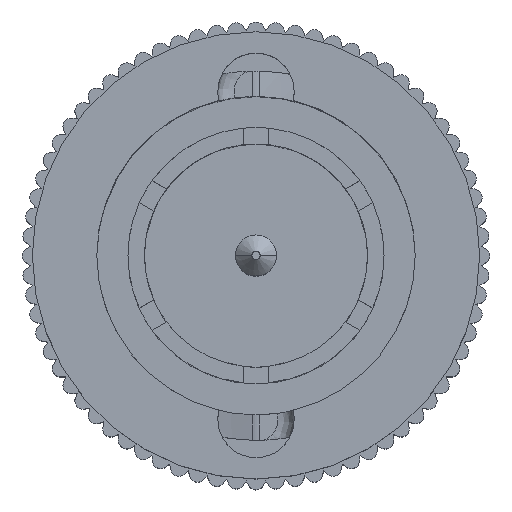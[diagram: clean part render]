
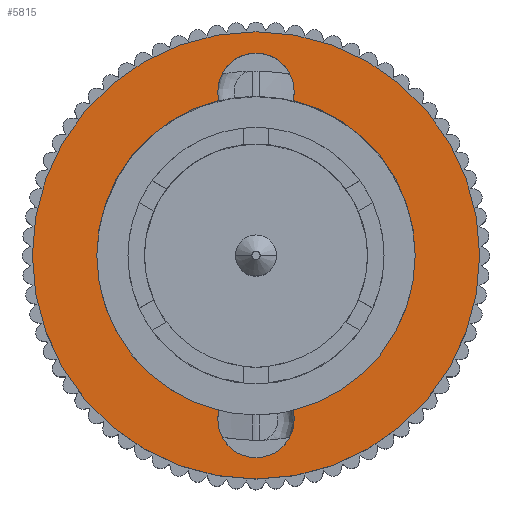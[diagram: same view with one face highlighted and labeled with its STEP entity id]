
A CAD part, top view. The second image highlights one B-rep face of the part: STEP entity #5815.
In plain terms, the highlighted planar face has unit normal (0, 0, 1).
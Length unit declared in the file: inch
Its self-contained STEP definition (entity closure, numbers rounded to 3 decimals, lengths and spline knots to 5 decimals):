
#1661 = CARTESIAN_POINT ( 'NONE',  ( -0.0451, -0.18868, 0. ) ) ;
#1662 = DIRECTION ( 'NONE',  ( 1., 0., 0. ) ) ;
#1696 = DIRECTION ( 'NONE',  ( 0., 0., 1. ) ) ;
#1697 = CARTESIAN_POINT ( 'NONE',  ( 0., 0., 0. ) ) ;
#1698 = AXIS2_PLACEMENT_3D ( 'NONE', #1697, #1696, #1662 ) ;
#1699 = CIRCLE ( 'NONE', #1698, 0.194 ) ;
#1738 = CARTESIAN_POINT ( 'NONE',  ( -0.194, 0., 0. ) ) ;
#1797 = CARTESIAN_POINT ( 'NONE',  ( 0.0451, -0.18868, 0. ) ) ;
#2019 = DIRECTION ( 'NONE',  ( 1., 0., 0. ) ) ;
#2047 = DIRECTION ( 'NONE',  ( 0., 0., 1. ) ) ;
#2048 = CARTESIAN_POINT ( 'NONE',  ( 0., 0., 0. ) ) ;
#2049 = AXIS2_PLACEMENT_3D ( 'NONE', #2048, #2047, #2019 ) ;
#2050 = CIRCLE ( 'NONE', #2049, 0.194 ) ;
#2106 = CARTESIAN_POINT ( 'NONE',  ( 0.194, 0., 0. ) ) ;
#2266 = CARTESIAN_POINT ( 'NONE',  ( 0.0465, 0.2, 0. ) ) ;
#2279 = DIRECTION ( 'NONE',  ( -1., 0., 0. ) ) ;
#2282 = DIRECTION ( 'NONE',  ( 0., 0., 1. ) ) ;
#2283 = CARTESIAN_POINT ( 'NONE',  ( 0., 0.2, 0. ) ) ;
#2284 = AXIS2_PLACEMENT_3D ( 'NONE', #2283, #2282, #2279 ) ;
#2285 = CIRCLE ( 'NONE', #2284, 0.0465 ) ;
#2316 = CARTESIAN_POINT ( 'NONE',  ( -0.0451, 0.18868, 0. ) ) ;
#2317 = CARTESIAN_POINT ( 'NONE',  ( -0.0465, 0.2, 0. ) ) ;
#2318 = CIRCLE ( 'NONE', #2435, 0.0465 ) ;
#2319 = CARTESIAN_POINT ( 'NONE',  ( -0.0465, -0.2, 0. ) ) ;
#2386 = DIRECTION ( 'NONE',  ( -1., 0., 0. ) ) ;
#2387 = DIRECTION ( 'NONE',  ( 0., 0., 1. ) ) ;
#2388 = CARTESIAN_POINT ( 'NONE',  ( 0., 0.2, 0. ) ) ;
#2389 = AXIS2_PLACEMENT_3D ( 'NONE', #2388, #2387, #2386 ) ;
#2390 = CIRCLE ( 'NONE', #2389, 0.0465 ) ;
#2391 = DIRECTION ( 'NONE',  ( 1., 0., 0. ) ) ;
#2392 = DIRECTION ( 'NONE',  ( 0., 0., 1. ) ) ;
#2393 = CARTESIAN_POINT ( 'NONE',  ( 0., -0.2, 0. ) ) ;
#2394 = AXIS2_PLACEMENT_3D ( 'NONE', #2393, #2392, #2391 ) ;
#2395 = CIRCLE ( 'NONE', #2394, 0.0465 ) ;
#2419 = CARTESIAN_POINT ( 'NONE',  ( 0.0451, 0.18868, 0. ) ) ;
#2420 = DIRECTION ( 'NONE',  ( 1., 0., 0. ) ) ;
#2421 = DIRECTION ( 'NONE',  ( 0., 0., 1. ) ) ;
#2422 = CARTESIAN_POINT ( 'NONE',  ( 0., 0., 0. ) ) ;
#2423 = AXIS2_PLACEMENT_3D ( 'NONE', #2422, #2421, #2420 ) ;
#2424 = CIRCLE ( 'NONE', #2423, 0.194 ) ;
#2431 = CARTESIAN_POINT ( 'NONE',  ( 0.0465, -0.2, 0. ) ) ;
#2432 = DIRECTION ( 'NONE',  ( 1., 0., 0. ) ) ;
#2433 = DIRECTION ( 'NONE',  ( 0., 0., 1. ) ) ;
#2434 = CARTESIAN_POINT ( 'NONE',  ( 0., -0.2, 0. ) ) ;
#2435 = AXIS2_PLACEMENT_3D ( 'NONE', #2434, #2433, #2432 ) ;
#3149 = CARTESIAN_POINT ( 'NONE',  ( -0.2725, 0., 0. ) ) ;
#3286 = CIRCLE ( 'NONE', #3417, 0.0465 ) ;
#3401 = DIRECTION ( 'NONE',  ( 1., 0., 0. ) ) ;
#3411 = DIRECTION ( 'NONE',  ( 0., 0., 1. ) ) ;
#3417 = AXIS2_PLACEMENT_3D ( 'NONE', #3419, #3411, #3401 ) ;
#3419 = CARTESIAN_POINT ( 'NONE',  ( 0., -0.2, 0. ) ) ;
#3583 = AXIS2_PLACEMENT_3D ( 'NONE', #3593, #3592, #3591 ) ;
#3584 = CIRCLE ( 'NONE', #3583, 0.194 ) ;
#3585 = DIRECTION ( 'NONE',  ( 0., 0., 1. ) ) ;
#3586 = CARTESIAN_POINT ( 'NONE',  ( 0., 0.2, 0. ) ) ;
#3587 = AXIS2_PLACEMENT_3D ( 'NONE', #3586, #3585, #3597 ) ;
#3588 = CIRCLE ( 'NONE', #3587, 0.0465 ) ;
#3589 = DIRECTION ( 'NONE',  ( 1., 0., 0. ) ) ;
#3590 = DIRECTION ( 'NONE',  ( 0., 0., 1. ) ) ;
#3591 = DIRECTION ( 'NONE',  ( 1., 0., 0. ) ) ;
#3592 = DIRECTION ( 'NONE',  ( 0., 0., 1. ) ) ;
#3593 = CARTESIAN_POINT ( 'NONE',  ( 0., 0., 0. ) ) ;
#3597 = DIRECTION ( 'NONE',  ( -1., 0., 0. ) ) ;
#3636 = CIRCLE ( 'NONE', #3649, 0.2725 ) ;
#3637 = CARTESIAN_POINT ( 'NONE',  ( 0.2725, 0., 0. ) ) ;
#3638 = DIRECTION ( 'NONE',  ( 1., 0., 0. ) ) ;
#3639 = DIRECTION ( 'NONE',  ( 0., 0., 1. ) ) ;
#3640 = CARTESIAN_POINT ( 'NONE',  ( 0., 0., 0. ) ) ;
#3649 = AXIS2_PLACEMENT_3D ( 'NONE', #3640, #3639, #3638 ) ;
#3670 = CARTESIAN_POINT ( 'NONE',  ( 0., 0., 0. ) ) ;
#3671 = AXIS2_PLACEMENT_3D ( 'NONE', #3670, #3590, #3589 ) ;
#3672 = CIRCLE ( 'NONE', #3671, 0.2725 ) ;
#3674 = DIRECTION ( 'NONE',  ( 1., 0., 0. ) ) ;
#3675 = DIRECTION ( 'NONE',  ( 0., 0., 1. ) ) ;
#3676 = CARTESIAN_POINT ( 'NONE',  ( 0.2725, 0., 0. ) ) ;
#3690 = AXIS2_PLACEMENT_3D ( 'NONE', #3676, #3675, #3674 ) ;
#3691 = PLANE ( 'NONE',  #3690 ) ;
#3732 = FACE_OUTER_BOUND ( 'NONE', #5797, .T. ) ;
#3733 = FACE_BOUND ( 'NONE', #5576, .T. ) ;
#4857 = EDGE_CURVE ( 'NONE', #4894, #4858, #1699, .T. ) ;
#4858 = VERTEX_POINT ( 'NONE', #1661 ) ;
#4884 = VERTEX_POINT ( 'NONE', #1797 ) ;
#4894 = VERTEX_POINT ( 'NONE', #1738 ) ;
#4984 = EDGE_CURVE ( 'NONE', #4884, #4985, #2050, .T. ) ;
#4985 = VERTEX_POINT ( 'NONE', #2106 ) ;
#5114 = EDGE_CURVE ( 'NONE', #5137, #5138, #2285, .T. ) ;
#5125 = VERTEX_POINT ( 'NONE', #2319 ) ;
#5127 = EDGE_CURVE ( 'NONE', #5125, #5128, #2318, .T. ) ;
#5128 = VERTEX_POINT ( 'NONE', #2431 ) ;
#5137 = VERTEX_POINT ( 'NONE', #2317 ) ;
#5138 = VERTEX_POINT ( 'NONE', #2316 ) ;
#5144 = VERTEX_POINT ( 'NONE', #2266 ) ;
#5145 = EDGE_CURVE ( 'NONE', #5128, #4884, #2395, .T. ) ;
#5153 = EDGE_CURVE ( 'NONE', #5144, #5137, #2390, .T. ) ;
#5167 = EDGE_CURVE ( 'NONE', #4985, #5168, #2424, .T. ) ;
#5168 = VERTEX_POINT ( 'NONE', #2419 ) ;
#5529 = VERTEX_POINT ( 'NONE', #3149 ) ;
#5576 = EDGE_LOOP ( 'NONE', ( #5760, #5772, #5773, #5779, #5778, #5781, #5835, #5766, #5798, #5765 ) ) ;
#5734 = EDGE_CURVE ( 'NONE', #4858, #5125, #3286, .T. ) ;
#5743 = EDGE_CURVE ( 'NONE', #5138, #4894, #3584, .T. ) ;
#5754 = EDGE_CURVE ( 'NONE', #5755, #5529, #3636, .T. ) ;
#5755 = VERTEX_POINT ( 'NONE', #3637 ) ;
#5760 = ORIENTED_EDGE ( 'NONE', *, *, #5743, .F. ) ;
#5765 = ORIENTED_EDGE ( 'NONE', *, *, #4857, .F. ) ;
#5766 = ORIENTED_EDGE ( 'NONE', *, *, #5127, .F. ) ;
#5772 = ORIENTED_EDGE ( 'NONE', *, *, #5114, .F. ) ;
#5773 = ORIENTED_EDGE ( 'NONE', *, *, #5153, .F. ) ;
#5774 = ORIENTED_EDGE ( 'NONE', *, *, #5754, .T. ) ;
#5775 = ORIENTED_EDGE ( 'NONE', *, *, #5776, .T. ) ;
#5776 = EDGE_CURVE ( 'NONE', #5529, #5755, #3672, .T. ) ;
#5778 = ORIENTED_EDGE ( 'NONE', *, *, #5167, .F. ) ;
#5779 = ORIENTED_EDGE ( 'NONE', *, *, #5780, .F. ) ;
#5780 = EDGE_CURVE ( 'NONE', #5168, #5144, #3588, .T. ) ;
#5781 = ORIENTED_EDGE ( 'NONE', *, *, #4984, .F. ) ;
#5797 = EDGE_LOOP ( 'NONE', ( #5774, #5775 ) ) ;
#5798 = ORIENTED_EDGE ( 'NONE', *, *, #5734, .F. ) ;
#5815 = ADVANCED_FACE ( 'NONE', ( #3733, #3732 ), #3691, .T. ) ;
#5835 = ORIENTED_EDGE ( 'NONE', *, *, #5145, .F. ) ;
